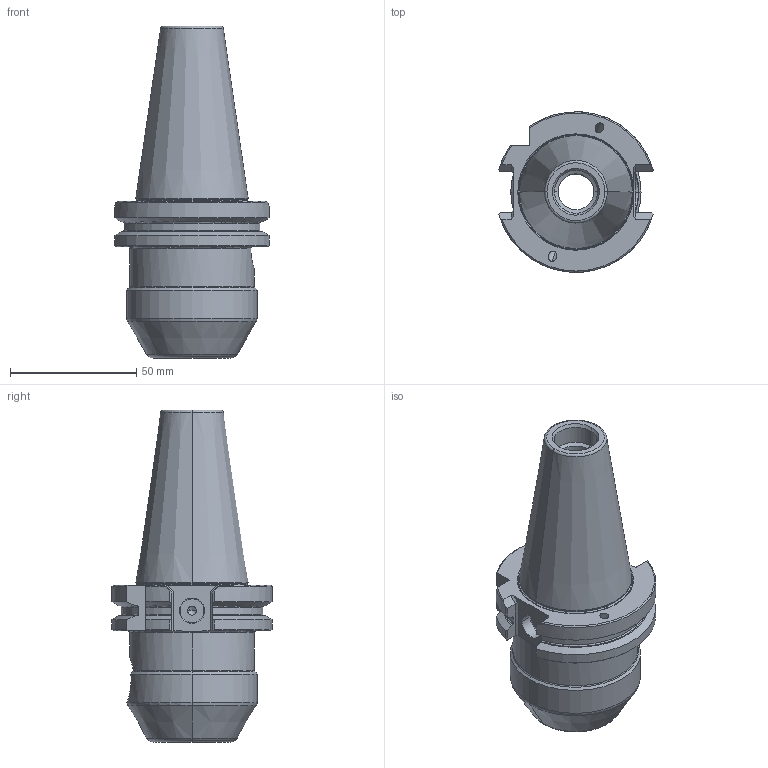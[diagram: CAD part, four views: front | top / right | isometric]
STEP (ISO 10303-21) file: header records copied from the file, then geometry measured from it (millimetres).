
FILE_DESCRIPTION(('no description'),'unknown implementation level');
FILE_NAME('C7FC3C66-2CBC-451D-8946-47E04E34E4F0_export.stp',' ',('CIMSOURCE GmbH'),('CADClick - KiM GmbH - www.kimweb.de'),'unknown preprocess','ACIS','unknown authorization');
FILE_SCHEMA(('automotive_design'));
Length unit declared in the file: millimetre
Products named in the file (2): 490.120 Kaiser SK40B_VBD X D20B X 63|690.482 Kaiser ETL M16 X 16_Standard;NONE; 490.120 Kaiser SK40B_VBD X D20B X 63|490.120 Kaiser SK40B_VBD X D20B X 63_Standard;NONE
Bounding box: 61.02 x 63.34 x 131.25 mm (x, y, z)
Volume: 163883.9 mm3; surface area: 32076.5 mm2
Topology: 2 solids, 2 shells, 200 faces, 511 edges, 316 vertices
Faces by surface type: cylinder 62, plane 62, cone 51, torus 25
Entity records: 12476 total; most frequent: CARTESIAN_POINT 1895, DIRECTION 1050, STYLED_ITEM 1023, PRESENTATION_STYLE_ASSIGNMENT 1023, COLOUR_RGB 1023, ORIENTED_EDGE 1010, EDGE_CURVE 505, CURVE_STYLE 505
